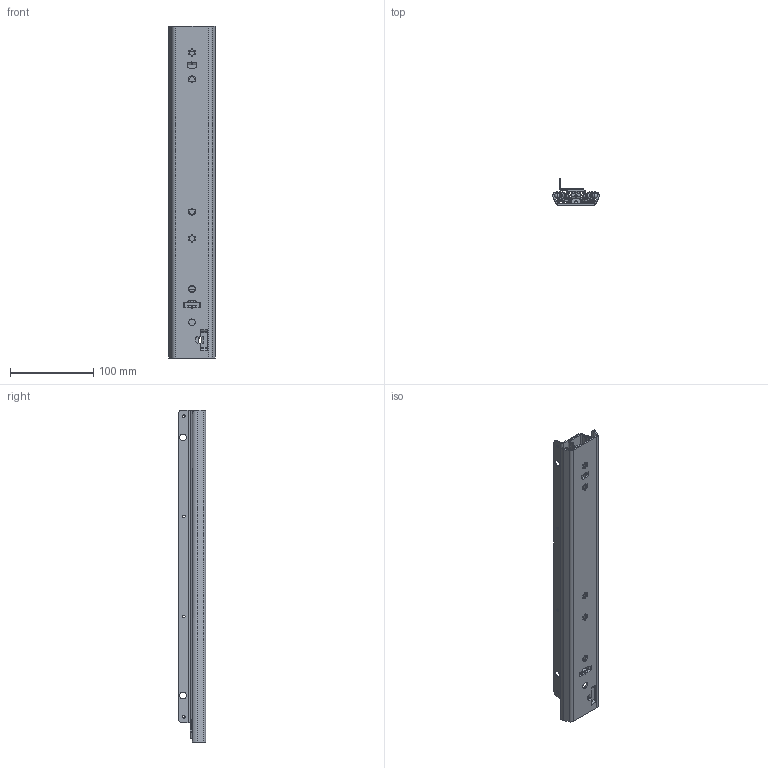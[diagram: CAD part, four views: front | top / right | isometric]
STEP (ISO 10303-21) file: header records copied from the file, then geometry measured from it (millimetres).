
FILE_DESCRIPTION((''),'2;1');
FILE_NAME('112-S43_ASM','2015-05-08T',('w.jans'),(''),'PRO/ENGINEER BY PARAMETRIC TECHNOLOGY CORPORATION, 2003450','PRO/ENGINEER BY PARAMETRIC TECHNOLOGY CORPORATION, 2003450','');
FILE_SCHEMA(('CONFIG_CONTROL_DESIGN'));
Length unit declared in the file: millimetre
Products named in the file (30): 112-S43-SKEL; 511-12-S43-HD_AF0; 511-12-S43-HD_ASM; 515-6XX-12-S43; 911-074; 515-6XX-12-S43_ASM; 512-12-S43-UA2; 512-12-S43-UA2_ASM; 515-7XX-12-S43_AF0; 911-075_AF0; 911-075_AF1; 911-075_AF2; 911-075_AF3; 911-075_AF4; 911-075_AF5; 911-075_AF6; 911-075_AF7; 911-075_AF8; 911-075_AF9; 911-075_AF10; 911-075_AF11; 911-075_AF12; 911-075_AF13; 911-075_AF14; 911-075_AF15; 515-7XX-12-S43_ASM; 513-12-S43-U3; 516-034; 513-12-S43-U3_ASM; 112-S43_ASM
Assembly tree (48 placements, depth 3):
  112-S43_ASM
    112-S43-SKEL
    511-12-S43-HD_ASM
      511-12-S43-HD_AF0
    515-6XX-12-S43_ASM
      515-6XX-12-S43
      911-074  x20
    512-12-S43-UA2_ASM
      512-12-S43-UA2
    515-7XX-12-S43_ASM
      515-7XX-12-S43_AF0
      911-075_AF0
      911-075_AF1
      911-075_AF2
      911-075_AF3
      911-075_AF4
      911-075_AF5
      911-075_AF6
      911-075_AF7
      911-075_AF8
      911-075_AF9
      911-075_AF10
      911-075_AF11
      911-075_AF12
      911-075_AF13
      911-075_AF14
      911-075_AF15
    513-12-S43-U3_ASM
      513-12-S43-U3
      516-034
Bounding box: 55.79 x 32.8 x 400 mm (x, y, z)
Volume: 157195.7 mm3; surface area: 211945.5 mm2
Topology: 42 solids, 42 shells, 1239 faces, 3557 edges, 2248 vertices
Faces by surface type: plane 637, cylinder 490, sphere 72, cone 24, torus 16
Entity records: 42265 total; most frequent: CARTESIAN_POINT 9869, ORIENTED_EDGE 6750, DIRECTION 6708, EDGE_CURVE 3375, AXIS2_PLACEMENT_3D 2300, VERTEX_POINT 2210, VECTOR 2108, LINE 2108
